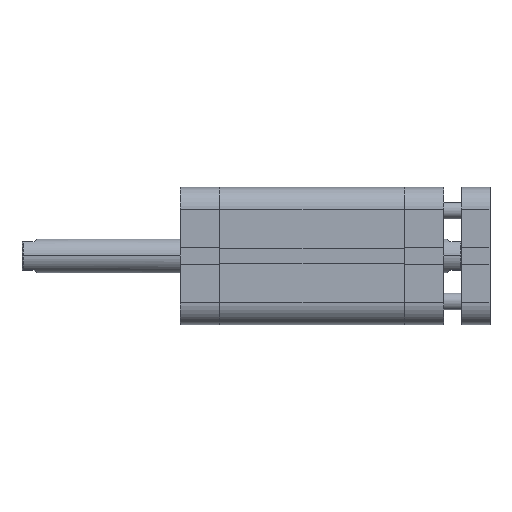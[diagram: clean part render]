
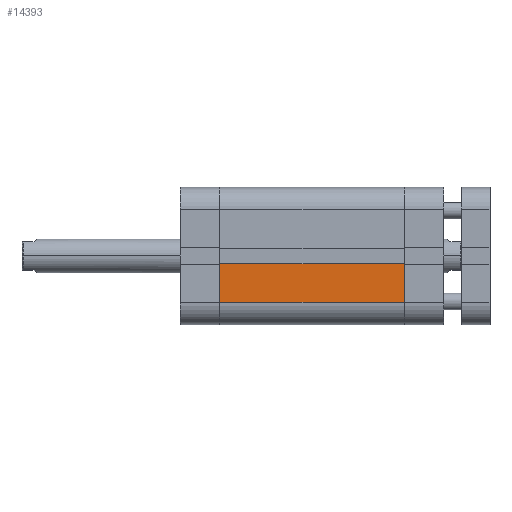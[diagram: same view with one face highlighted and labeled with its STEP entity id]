
A CAD part, front view. The second image highlights one B-rep face of the part: STEP entity #14393.
In plain terms, the highlighted planar face has unit normal (0, -1, 0).
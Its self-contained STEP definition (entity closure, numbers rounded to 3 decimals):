
#319 = CARTESIAN_POINT ( 'NONE',  ( 0., -24.5, -2.8 ) ) ;
#1822 = EDGE_LOOP ( 'NONE', ( #28380, #31861, #19456, #29033 ) ) ;
#2648 = VERTEX_POINT ( 'NONE', #3988 ) ;
#3834 = DIRECTION ( 'NONE',  ( -1., 0., 0. ) ) ;
#3988 = CARTESIAN_POINT ( 'NONE',  ( 66., -24.5, -16.5 ) ) ;
#4396 = CARTESIAN_POINT ( 'NONE',  ( 66.001, -24.5, -2.8 ) ) ;
#5055 = DIRECTION ( 'NONE',  ( 0., 0., -1. ) ) ;
#6061 = FACE_OUTER_BOUND ( 'NONE', #1822, .T. ) ;
#6679 = CARTESIAN_POINT ( 'NONE',  ( 66., -24.5, -2.8 ) ) ;
#8115 = VERTEX_POINT ( 'NONE', #319 ) ;
#8368 = CARTESIAN_POINT ( 'NONE',  ( 66., -24.5, -24.5 ) ) ;
#9138 = DIRECTION ( 'NONE',  ( 0., 0., 1. ) ) ;
#14393 = ADVANCED_FACE ( 'NONE', ( #6061 ), #23855, .F. ) ;
#14664 = DIRECTION ( 'NONE',  ( 1., 0., 0. ) ) ;
#15962 = EDGE_CURVE ( 'NONE', #29764, #2648, #17569, .T. ) ;
#16849 = LINE ( 'NONE', #34849, #17370 ) ;
#17370 = VECTOR ( 'NONE', #5055, 1000. ) ;
#17569 = LINE ( 'NONE', #17765, #24245 ) ;
#17765 = CARTESIAN_POINT ( 'NONE',  ( 66., -24.5, -16.5 ) ) ;
#18691 = AXIS2_PLACEMENT_3D ( 'NONE', #8368, #35662, #9138 ) ;
#19101 = LINE ( 'NONE', #4396, #25068 ) ;
#19456 = ORIENTED_EDGE ( 'NONE', *, *, #15962, .T. ) ;
#20386 = EDGE_CURVE ( 'NONE', #27473, #2648, #31214, .T. ) ;
#23855 = PLANE ( 'NONE',  #18691 ) ;
#24039 = EDGE_CURVE ( 'NONE', #27473, #8115, #19101, .T. ) ;
#24245 = VECTOR ( 'NONE', #14664, 1000. ) ;
#25068 = VECTOR ( 'NONE', #3834, 1000. ) ;
#26874 = VECTOR ( 'NONE', #36828, 1000. ) ;
#27473 = VERTEX_POINT ( 'NONE', #6679 ) ;
#28380 = ORIENTED_EDGE ( 'NONE', *, *, #24039, .T. ) ;
#29033 = ORIENTED_EDGE ( 'NONE', *, *, #20386, .F. ) ;
#29764 = VERTEX_POINT ( 'NONE', #36056 ) ;
#31024 = CARTESIAN_POINT ( 'NONE',  ( 66., -24.5, -24.5 ) ) ;
#31214 = LINE ( 'NONE', #31024, #26874 ) ;
#31861 = ORIENTED_EDGE ( 'NONE', *, *, #32323, .T. ) ;
#32323 = EDGE_CURVE ( 'NONE', #8115, #29764, #16849, .T. ) ;
#34849 = CARTESIAN_POINT ( 'NONE',  ( 0., -24.5, -24.5 ) ) ;
#35662 = DIRECTION ( 'NONE',  ( 0., 1., 0. ) ) ;
#36056 = CARTESIAN_POINT ( 'NONE',  ( 0., -24.5, -16.5 ) ) ;
#36828 = DIRECTION ( 'NONE',  ( 0., 0., -1. ) ) ;
